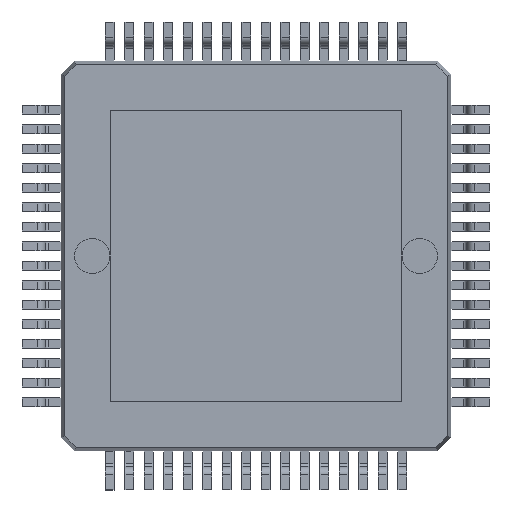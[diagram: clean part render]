
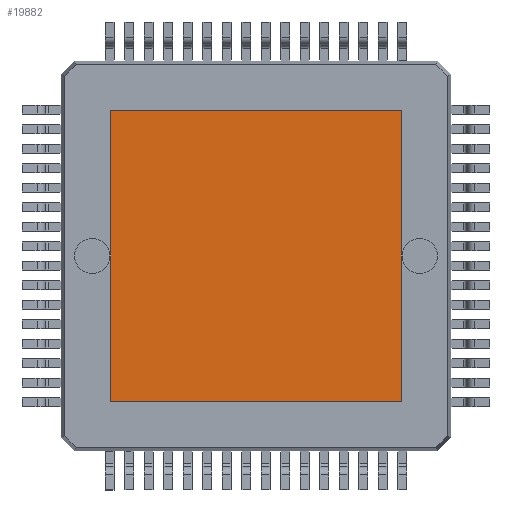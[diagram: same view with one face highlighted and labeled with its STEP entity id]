
A CAD part, front view. The second image highlights one B-rep face of the part: STEP entity #19882.
In plain terms, the highlighted planar face has unit normal (0, -1, 0).
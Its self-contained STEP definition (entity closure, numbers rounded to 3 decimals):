
#1400 = LINE ( 'NONE', #3178, #3768 ) ;
#2723 = ORIENTED_EDGE ( 'NONE', *, *, #13510, .F. ) ;
#2814 = CARTESIAN_POINT ( 'NONE',  ( 3.725, 0., -3.725 ) ) ;
#3178 = CARTESIAN_POINT ( 'NONE',  ( -3.725, 0., -3.725 ) ) ;
#3768 = VECTOR ( 'NONE', #14669, 1000. ) ;
#5181 = VECTOR ( 'NONE', #28008, 1000. ) ;
#5555 = LINE ( 'NONE', #27320, #5181 ) ;
#6527 = LINE ( 'NONE', #28952, #17009 ) ;
#11997 = EDGE_CURVE ( 'NONE', #20005, #19148, #1400, .T. ) ;
#12272 = CARTESIAN_POINT ( 'NONE',  ( 3.725, 0., -3.725 ) ) ;
#12368 = EDGE_CURVE ( 'NONE', #24013, #20005, #5555, .T. ) ;
#12652 = CARTESIAN_POINT ( 'NONE',  ( -3.725, 0., 3.725 ) ) ;
#13510 = EDGE_CURVE ( 'NONE', #19148, #13794, #6527, .T. ) ;
#13794 = VERTEX_POINT ( 'NONE', #21382 ) ;
#13958 = ORIENTED_EDGE ( 'NONE', *, *, #12368, .F. ) ;
#14326 = PLANE ( 'NONE',  #17717 ) ;
#14528 = VECTOR ( 'NONE', #23208, 1000. ) ;
#14669 = DIRECTION ( 'NONE',  ( 0., 0., 1. ) ) ;
#14758 = CARTESIAN_POINT ( 'NONE',  ( -3.725, 0., -3.725 ) ) ;
#15016 = ORIENTED_EDGE ( 'NONE', *, *, #17859, .F. ) ;
#16123 = CARTESIAN_POINT ( 'NONE',  ( 0., 0., 0. ) ) ;
#17009 = VECTOR ( 'NONE', #26749, 1000. ) ;
#17717 = AXIS2_PLACEMENT_3D ( 'NONE', #16123, #27928, #25551 ) ;
#17859 = EDGE_CURVE ( 'NONE', #13794, #24013, #25409, .T. ) ;
#19148 = VERTEX_POINT ( 'NONE', #12652 ) ;
#19882 = ADVANCED_FACE ( 'NONE', ( #20838 ), #14326, .F. ) ;
#20005 = VERTEX_POINT ( 'NONE', #14758 ) ;
#20157 = EDGE_LOOP ( 'NONE', ( #2723, #25479, #13958, #15016 ) ) ;
#20838 = FACE_OUTER_BOUND ( 'NONE', #20157, .T. ) ;
#21382 = CARTESIAN_POINT ( 'NONE',  ( 3.725, 0., 3.725 ) ) ;
#23208 = DIRECTION ( 'NONE',  ( 0., 0., -1. ) ) ;
#24013 = VERTEX_POINT ( 'NONE', #2814 ) ;
#25409 = LINE ( 'NONE', #12272, #14528 ) ;
#25479 = ORIENTED_EDGE ( 'NONE', *, *, #11997, .F. ) ;
#25551 = DIRECTION ( 'NONE',  ( 0., 0., 1. ) ) ;
#26749 = DIRECTION ( 'NONE',  ( 1., 0., 0. ) ) ;
#27320 = CARTESIAN_POINT ( 'NONE',  ( -3.725, 0., -3.725 ) ) ;
#27928 = DIRECTION ( 'NONE',  ( 0., 1., 0. ) ) ;
#28008 = DIRECTION ( 'NONE',  ( -1., 0., 0. ) ) ;
#28952 = CARTESIAN_POINT ( 'NONE',  ( -3.725, 0., 3.725 ) ) ;
